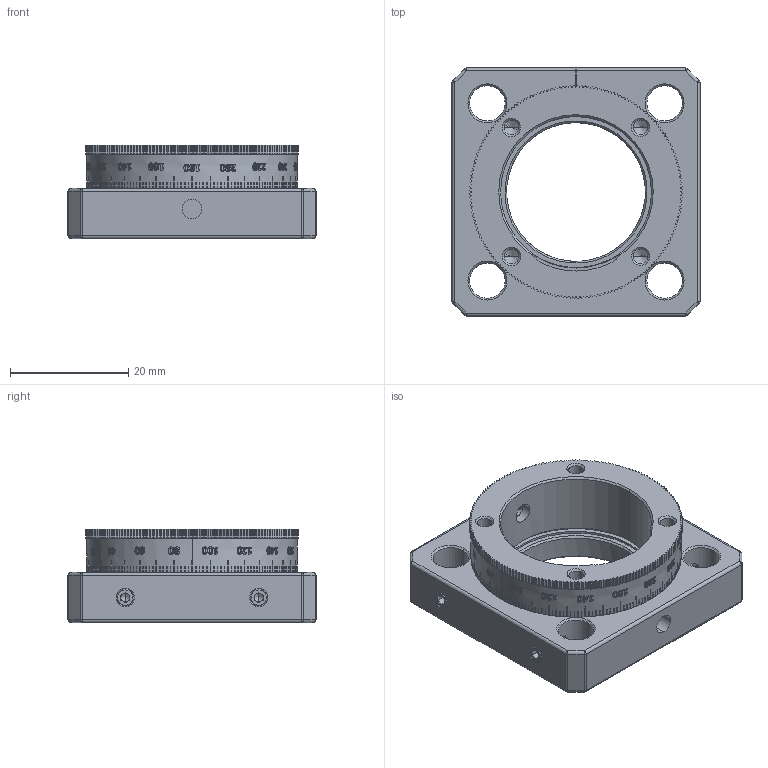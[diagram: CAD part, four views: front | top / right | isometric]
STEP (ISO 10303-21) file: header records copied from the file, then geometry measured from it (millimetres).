
FILE_DESCRIPTION (( 'STEP AP203' ), '1' );
FILE_NAME ('CSMR1-S.STEP', '2025-06-18T00:38:00', ( '' ), ( '' ), 'SwSTEP 2.0', 'SolidWorks 2020', '' );
FILE_SCHEMA (( 'CONFIG_CONTROL_DESIGN' ));
Products named in the file (1): CSMR1-S
Bounding box: 42 x 42 x 15.8 mm (x, y, z)
Volume: 12832.5 mm3; surface area: 10791.6 mm2
Topology: 9 solids, 9 shells, 3299 faces, 9015 edges, 5792 vertices
Faces by surface type: plane 1851, cylinder 723, bspline 572, cone 129, sphere 16, torus 8
Entity records: 153211 total; most frequent: CARTESIAN_POINT 73071, ORIENTED_EDGE 17918, DIRECTION 14979, EDGE_CURVE 8959, VERTEX_POINT 5792, AXIS2_PLACEMENT_3D 5019, VECTOR 4941, LINE 4941
